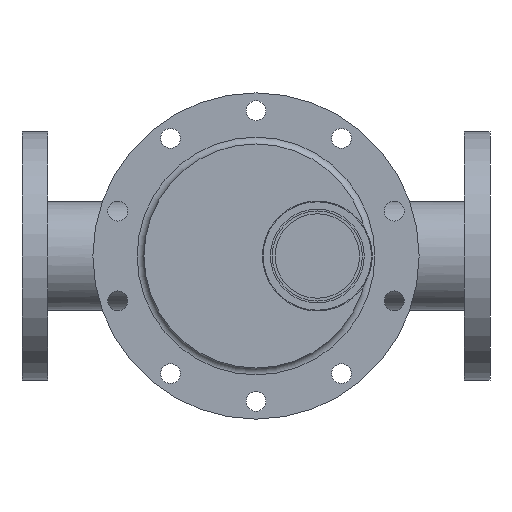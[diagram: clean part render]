
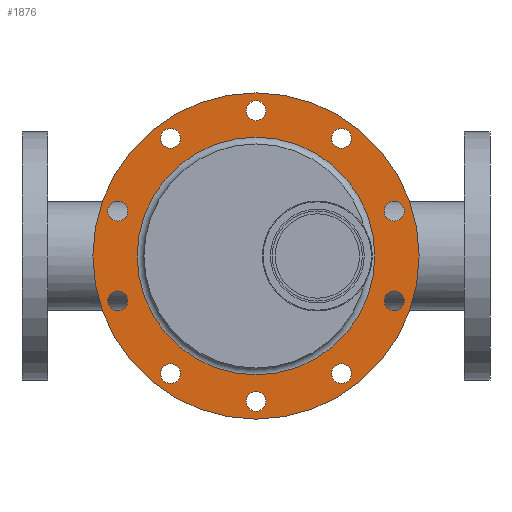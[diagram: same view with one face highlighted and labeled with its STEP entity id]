
A CAD part, left-side view. The second image highlights one B-rep face of the part: STEP entity #1876.
In plain terms, the highlighted planar face has unit normal (-1, 0, 0).
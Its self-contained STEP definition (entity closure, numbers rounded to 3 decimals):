
#115=FACE_BOUND('',#447,.T.);
#116=FACE_BOUND('',#448,.T.);
#117=FACE_BOUND('',#449,.T.);
#118=FACE_BOUND('',#450,.T.);
#119=FACE_BOUND('',#451,.T.);
#120=FACE_BOUND('',#452,.T.);
#121=FACE_BOUND('',#453,.T.);
#122=FACE_BOUND('',#454,.T.);
#123=FACE_BOUND('',#455,.T.);
#124=FACE_BOUND('',#456,.T.);
#125=FACE_BOUND('',#457,.T.);
#164=PLANE('',#2153);
#262=FACE_OUTER_BOUND('',#446,.T.);
#446=EDGE_LOOP('',(#1647));
#447=EDGE_LOOP('',(#1648));
#448=EDGE_LOOP('',(#1649));
#449=EDGE_LOOP('',(#1650));
#450=EDGE_LOOP('',(#1651));
#451=EDGE_LOOP('',(#1652));
#452=EDGE_LOOP('',(#1653));
#453=EDGE_LOOP('',(#1654));
#454=EDGE_LOOP('',(#1655));
#455=EDGE_LOOP('',(#1656));
#456=EDGE_LOOP('',(#1657));
#457=EDGE_LOOP('',(#1658));
#698=CIRCLE('',#1994,7.);
#702=CIRCLE('',#2000,7.);
#706=CIRCLE('',#2006,7.);
#710=CIRCLE('',#2012,7.);
#714=CIRCLE('',#2018,7.);
#718=CIRCLE('',#2024,7.);
#722=CIRCLE('',#2030,7.);
#726=CIRCLE('',#2036,7.);
#730=CIRCLE('',#2042,7.);
#734=CIRCLE('',#2048,7.);
#792=CIRCLE('',#2152,115.);
#793=CIRCLE('',#2154,83.798);
#860=VERTEX_POINT('',#2952);
#864=VERTEX_POINT('',#2964);
#868=VERTEX_POINT('',#2976);
#872=VERTEX_POINT('',#2988);
#876=VERTEX_POINT('',#3000);
#880=VERTEX_POINT('',#3012);
#884=VERTEX_POINT('',#3024);
#888=VERTEX_POINT('',#3036);
#892=VERTEX_POINT('',#3048);
#896=VERTEX_POINT('',#3060);
#959=VERTEX_POINT('',#3527);
#960=VERTEX_POINT('',#3531);
#1053=EDGE_CURVE('',#860,#860,#698,.T.);
#1059=EDGE_CURVE('',#864,#864,#702,.T.);
#1065=EDGE_CURVE('',#868,#868,#706,.T.);
#1071=EDGE_CURVE('',#872,#872,#710,.T.);
#1077=EDGE_CURVE('',#876,#876,#714,.T.);
#1083=EDGE_CURVE('',#880,#880,#718,.T.);
#1089=EDGE_CURVE('',#884,#884,#722,.T.);
#1095=EDGE_CURVE('',#888,#888,#726,.T.);
#1101=EDGE_CURVE('',#892,#892,#730,.T.);
#1107=EDGE_CURVE('',#896,#896,#734,.T.);
#1200=EDGE_CURVE('',#959,#959,#792,.T.);
#1202=EDGE_CURVE('',#960,#960,#793,.T.);
#1647=ORIENTED_EDGE('',*,*,#1200,.T.);
#1648=ORIENTED_EDGE('',*,*,#1053,.T.);
#1649=ORIENTED_EDGE('',*,*,#1059,.T.);
#1650=ORIENTED_EDGE('',*,*,#1065,.T.);
#1651=ORIENTED_EDGE('',*,*,#1071,.T.);
#1652=ORIENTED_EDGE('',*,*,#1077,.T.);
#1653=ORIENTED_EDGE('',*,*,#1083,.T.);
#1654=ORIENTED_EDGE('',*,*,#1089,.T.);
#1655=ORIENTED_EDGE('',*,*,#1095,.T.);
#1656=ORIENTED_EDGE('',*,*,#1101,.T.);
#1657=ORIENTED_EDGE('',*,*,#1107,.T.);
#1658=ORIENTED_EDGE('',*,*,#1202,.F.);
#1876=ADVANCED_FACE('',(#262,#115,#116,#117,#118,#119,#120,#121,#122,#123,
#124,#125),#164,.T.);
#1994=AXIS2_PLACEMENT_3D('',#2953,#2374,#2375);
#2000=AXIS2_PLACEMENT_3D('',#2965,#2388,#2389);
#2006=AXIS2_PLACEMENT_3D('',#2977,#2402,#2403);
#2012=AXIS2_PLACEMENT_3D('',#2989,#2416,#2417);
#2018=AXIS2_PLACEMENT_3D('',#3001,#2430,#2431);
#2024=AXIS2_PLACEMENT_3D('',#3013,#2444,#2445);
#2030=AXIS2_PLACEMENT_3D('',#3025,#2458,#2459);
#2036=AXIS2_PLACEMENT_3D('',#3037,#2472,#2473);
#2042=AXIS2_PLACEMENT_3D('',#3049,#2486,#2487);
#2048=AXIS2_PLACEMENT_3D('',#3061,#2500,#2501);
#2152=AXIS2_PLACEMENT_3D('',#3528,#2734,#2735);
#2153=AXIS2_PLACEMENT_3D('',#3530,#2737,#2738);
#2154=AXIS2_PLACEMENT_3D('',#3532,#2739,#2740);
#2374=DIRECTION('center_axis',(1.,0.,0.));
#2375=DIRECTION('ref_axis',(0.,0.,1.));
#2388=DIRECTION('center_axis',(1.,0.,0.));
#2389=DIRECTION('ref_axis',(0.,0.,1.));
#2402=DIRECTION('center_axis',(1.,0.,0.));
#2403=DIRECTION('ref_axis',(0.,0.,1.));
#2416=DIRECTION('center_axis',(1.,0.,0.));
#2417=DIRECTION('ref_axis',(0.,0.,1.));
#2430=DIRECTION('center_axis',(1.,0.,0.));
#2431=DIRECTION('ref_axis',(0.,0.,1.));
#2444=DIRECTION('center_axis',(1.,0.,0.));
#2445=DIRECTION('ref_axis',(0.,0.,1.));
#2458=DIRECTION('center_axis',(1.,0.,0.));
#2459=DIRECTION('ref_axis',(0.,0.,1.));
#2472=DIRECTION('center_axis',(1.,0.,0.));
#2473=DIRECTION('ref_axis',(0.,0.,1.));
#2486=DIRECTION('center_axis',(1.,0.,0.));
#2487=DIRECTION('ref_axis',(0.,0.,1.));
#2500=DIRECTION('center_axis',(1.,0.,0.));
#2501=DIRECTION('ref_axis',(0.,0.,1.));
#2734=DIRECTION('center_axis',(-1.,0.,0.));
#2735=DIRECTION('ref_axis',(0.,0.,1.));
#2737=DIRECTION('center_axis',(-1.,0.,0.));
#2738=DIRECTION('ref_axis',(0.,0.,1.));
#2739=DIRECTION('center_axis',(-1.,0.,0.));
#2740=DIRECTION('ref_axis',(0.,0.,1.));
#2952=CARTESIAN_POINT('',(-1022.,-97.483,24.674));
#2953=CARTESIAN_POINT('Origin',(-1022.,-97.483,31.674));
#2964=CARTESIAN_POINT('',(-1022.,0.,95.5));
#2965=CARTESIAN_POINT('Origin',(-1022.,0.,102.5));
#2976=CARTESIAN_POINT('',(-1022.,-60.248,-89.924));
#2977=CARTESIAN_POINT('Origin',(-1022.,-60.248,-82.924));
#2988=CARTESIAN_POINT('',(-1022.,97.483,24.674));
#2989=CARTESIAN_POINT('Origin',(-1022.,97.483,31.674));
#3000=CARTESIAN_POINT('',(-1022.,97.483,-38.674));
#3001=CARTESIAN_POINT('Origin',(-1022.,97.483,-31.674));
#3012=CARTESIAN_POINT('',(-1022.,-97.483,-38.674));
#3013=CARTESIAN_POINT('Origin',(-1022.,-97.483,-31.674));
#3024=CARTESIAN_POINT('',(-1022.,-60.248,75.924));
#3025=CARTESIAN_POINT('Origin',(-1022.,-60.248,82.924));
#3036=CARTESIAN_POINT('',(-1022.,0.,-109.5));
#3037=CARTESIAN_POINT('Origin',(-1022.,0.,-102.5));
#3048=CARTESIAN_POINT('',(-1022.,60.248,75.924));
#3049=CARTESIAN_POINT('Origin',(-1022.,60.248,82.924));
#3060=CARTESIAN_POINT('',(-1022.,60.248,-89.924));
#3061=CARTESIAN_POINT('Origin',(-1022.,60.248,-82.924));
#3527=CARTESIAN_POINT('',(-1022.,-115.,0.));
#3528=CARTESIAN_POINT('Origin',(-1022.,0.,0.));
#3530=CARTESIAN_POINT('Origin',(-1022.,83.798,0.));
#3531=CARTESIAN_POINT('',(-1022.,0.,-83.798));
#3532=CARTESIAN_POINT('Origin',(-1022.,0.,0.));
